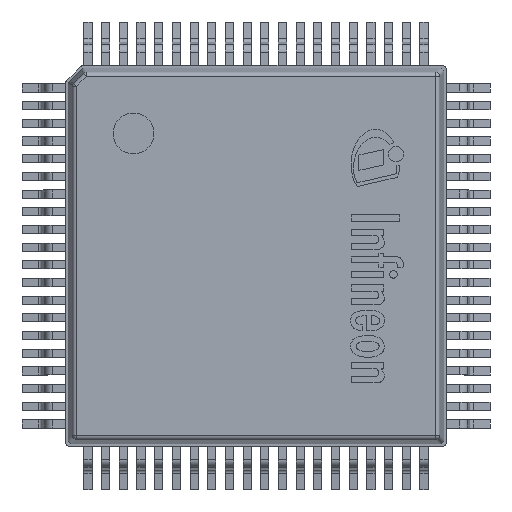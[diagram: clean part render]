
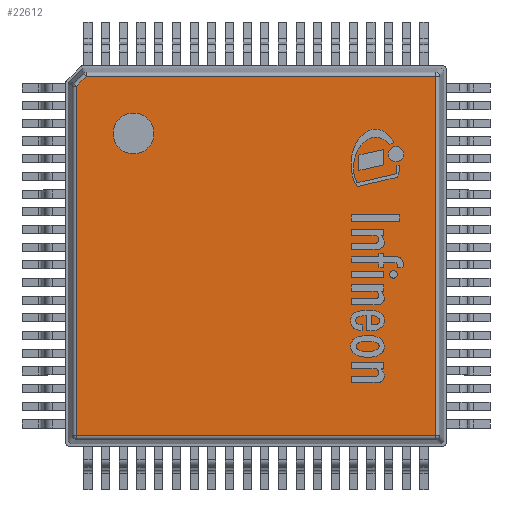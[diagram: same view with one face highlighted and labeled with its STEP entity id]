
A CAD part, top view. The second image highlights one B-rep face of the part: STEP entity #22612.
In plain terms, the highlighted planar face has unit normal (0, 0, 1).
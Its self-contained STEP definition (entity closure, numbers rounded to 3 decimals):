
#100=FACE_BOUND('',#3245,.T.);
#986=CIRCLE('',#24338,0.75);
#987=CIRCLE('',#24345,0.75);
#1941=FACE_OUTER_BOUND('',#3244,.T.);
#3244=EDGE_LOOP('',(#17494,#17495,#17496,#17497,#17498));
#3245=EDGE_LOOP('',(#17499,#17500));
#5137=LINE('',#35056,#7674);
#5138=LINE('',#35058,#7675);
#5139=LINE('',#35060,#7676);
#5140=LINE('',#35062,#7677);
#5141=LINE('',#35063,#7678);
#7674=VECTOR('',#28421,1000.);
#7675=VECTOR('',#28422,1000.);
#7676=VECTOR('',#28423,1000.);
#7677=VECTOR('',#28424,1000.);
#7678=VECTOR('',#28425,1000.);
#10031=VERTEX_POINT('',#35003);
#10032=VERTEX_POINT('',#35005);
#10053=VERTEX_POINT('',#35054);
#10054=VERTEX_POINT('',#35055);
#10055=VERTEX_POINT('',#35057);
#10056=VERTEX_POINT('',#35059);
#10057=VERTEX_POINT('',#35061);
#12707=EDGE_CURVE('',#10031,#10032,#986,.T.);
#12729=EDGE_CURVE('',#10053,#10054,#5137,.T.);
#12730=EDGE_CURVE('',#10054,#10055,#5138,.T.);
#12731=EDGE_CURVE('',#10055,#10056,#5139,.T.);
#12732=EDGE_CURVE('',#10056,#10057,#5140,.T.);
#12733=EDGE_CURVE('',#10057,#10053,#5141,.T.);
#12734=EDGE_CURVE('',#10032,#10031,#987,.T.);
#17494=ORIENTED_EDGE('',*,*,#12729,.T.);
#17495=ORIENTED_EDGE('',*,*,#12730,.T.);
#17496=ORIENTED_EDGE('',*,*,#12731,.T.);
#17497=ORIENTED_EDGE('',*,*,#12732,.T.);
#17498=ORIENTED_EDGE('',*,*,#12733,.T.);
#17499=ORIENTED_EDGE('',*,*,#12734,.F.);
#17500=ORIENTED_EDGE('',*,*,#12707,.F.);
#21532=PLANE('',#24344);
#22612=ADVANCED_FACE('',(#1941,#100),#21532,.T.);
#24338=AXIS2_PLACEMENT_3D('',#35006,#28386,#28387);
#24344=AXIS2_PLACEMENT_3D('',#35053,#28419,#28420);
#24345=AXIS2_PLACEMENT_3D('',#35064,#28426,#28427);
#28386=DIRECTION('center_axis',(0.,0.,1.));
#28387=DIRECTION('ref_axis',(0.,-1.,0.));
#28419=DIRECTION('center_axis',(0.,0.,1.));
#28420=DIRECTION('ref_axis',(0.,-1.,0.));
#28421=DIRECTION('',(-1.,0.,0.));
#28422=DIRECTION('',(-0.707,-0.707,0.));
#28423=DIRECTION('',(0.,-1.,0.));
#28424=DIRECTION('',(1.,0.,0.));
#28425=DIRECTION('',(0.,1.,0.));
#28426=DIRECTION('center_axis',(0.,0.,1.));
#28427=DIRECTION('ref_axis',(0.,-1.,0.));
#35003=CARTESIAN_POINT('',(-4.5,5.25,2.45));
#35005=CARTESIAN_POINT('',(-4.5,3.75,2.45));
#35006=CARTESIAN_POINT('Origin',(-4.5,4.5,2.45));
#35053=CARTESIAN_POINT('Origin',(0.,0.,2.45));
#35054=CARTESIAN_POINT('',(6.602,6.602,2.45));
#35055=CARTESIAN_POINT('',(-6.235,6.602,2.45));
#35056=CARTESIAN_POINT('',(-6.287,6.602,2.45));
#35057=CARTESIAN_POINT('',(-6.602,6.235,2.45));
#35058=CARTESIAN_POINT('',(-6.639,6.198,2.45));
#35059=CARTESIAN_POINT('',(-6.602,-6.602,2.45));
#35060=CARTESIAN_POINT('',(-6.602,-6.728,2.45));
#35061=CARTESIAN_POINT('',(6.602,-6.602,2.45));
#35062=CARTESIAN_POINT('',(6.728,-6.602,2.45));
#35063=CARTESIAN_POINT('',(6.602,6.728,2.45));
#35064=CARTESIAN_POINT('Origin',(-4.5,4.5,2.45));
